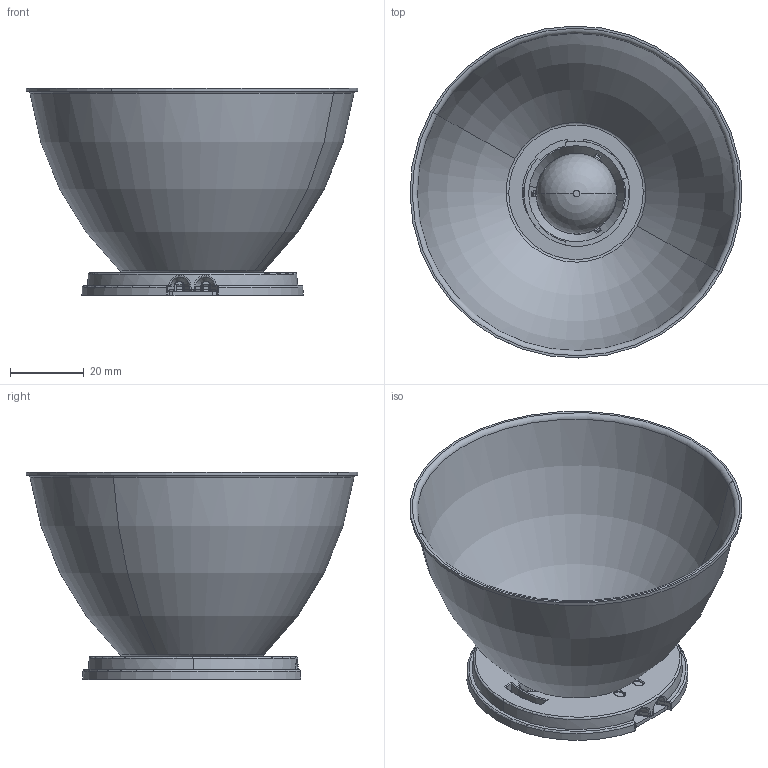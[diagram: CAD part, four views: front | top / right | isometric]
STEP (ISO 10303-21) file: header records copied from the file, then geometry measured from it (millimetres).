
FILE_DESCRIPTION(('Creo Elements/Direct Modeling STEP Export'),'2;1');
FILE_NAME('READYLINE COB 75.stp','2017-03-31T 8:56:13',(''),(''),'Creo Elements/Direct Modeling STEP processor for AP214 (Solid Model)','Creo Elements/Direct Modeling 19.0F 14-Feb-2017 (C) Parametric Technology GmbH','');
FILE_SCHEMA(('AUTOMOTIVE_DESIGN { 1 0 10303 214 1 1 1 1 }'));
Length unit declared in the file: millimetre
Products named in the file (285): riflettore_EVO90; p9; p8; p77; p76; p75; p74; p73; p72; p71; p70; p7; p69; p68; p67; p66; p65; p64; p63; p62; p61; p60; p6; p59; p58; p57; p56; p55; p54; p53; p52; p51; p50; p5; p49; p48; p47; p46; p45; p44 ...
Assembly tree (151 placements, depth 2):
  riflettore_EVO90
    riflettore_EVO90
  p9
    p9
  p8
    p8
  p77
    p77
  p76
    p76
Bounding box: 89.99 x 89.99 x 56.3 mm (x, y, z)
Volume: 20164.4 mm3; surface area: 43383 mm2
Topology: 108 solids, 151 shells, 4946 faces, 12839 edges, 8370 vertices
Faces by surface type: plane 3020, bspline 1337, cylinder 337, torus 101, cone 66, sphere 54, extrusion 31
Entity records: 140786 total; most frequent: CARTESIAN_POINT 52248, ORIENTED_EDGE 15276, DIRECTION 13171, EDGE_CURVE 7843, VECTOR 5447, LINE 5416, VERTEX_POINT 5134, AXIS2_PLACEMENT_3D 3862
